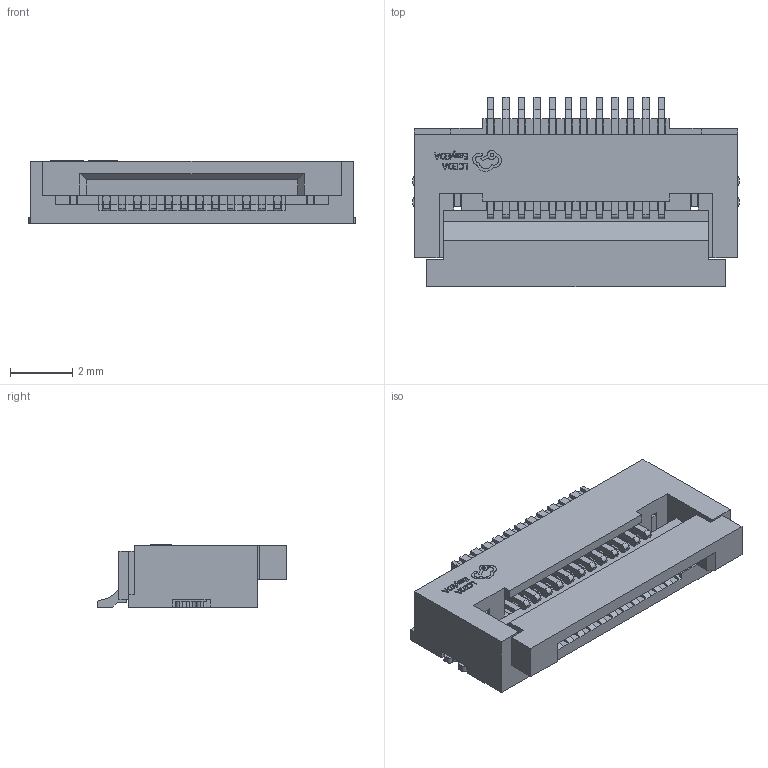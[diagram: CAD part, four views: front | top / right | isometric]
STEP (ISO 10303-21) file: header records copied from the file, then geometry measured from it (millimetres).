
FILE_DESCRIPTION(/* description */ ('Designed by EasyEDA Pro'),/* implementation_level */ '2;1');
FILE_NAME(/* name */ 'FPC_0.5_FL_1X12P_WT.step',/* time_stamp */ '2025-04-23T16:43:40+08:00',/* author */ (''),/* organization */ (''),/* preprocessor_version */ 'ST-DEVELOPER v20.1',/* originating_system */ 'Autodesk Translation Framework v14.4.0.0',/* authorisation */ '');
FILE_SCHEMA (('AUTOMOTIVE_DESIGN { 1 0 10303 214 3 1 1 }'));
Length unit declared in the file: millimetre
Products named in the file (4): ygRQ-PCBModel; ygRQ-Board; ygRQ-FPC1-FPC-SMD_AFC01-S12FCA-00; COMPOUND
Assembly tree (3 placements, depth 3):
  ygRQ-PCBModel
    ygRQ-Board
    ygRQ-FPC1-FPC-SMD_AFC01-S12FCA-00
      COMPOUND
Bounding box: 10.5 x 6.1 x 2.01 mm (x, y, z)
Volume: 71 mm3; surface area: 444.8 mm2
Topology: 16 solids, 16 shells, 1002 faces, 2834 edges, 1864 vertices
Faces by surface type: plane 784, bspline 146, cylinder 72
Entity records: 35432 total; most frequent: CARTESIAN_POINT 9047, ORIENTED_EDGE 5668, DIRECTION 4584, EDGE_CURVE 2834, LINE 2398, VECTOR 2398, VERTEX_POINT 1864, AXIS2_PLACEMENT_3D 1093
